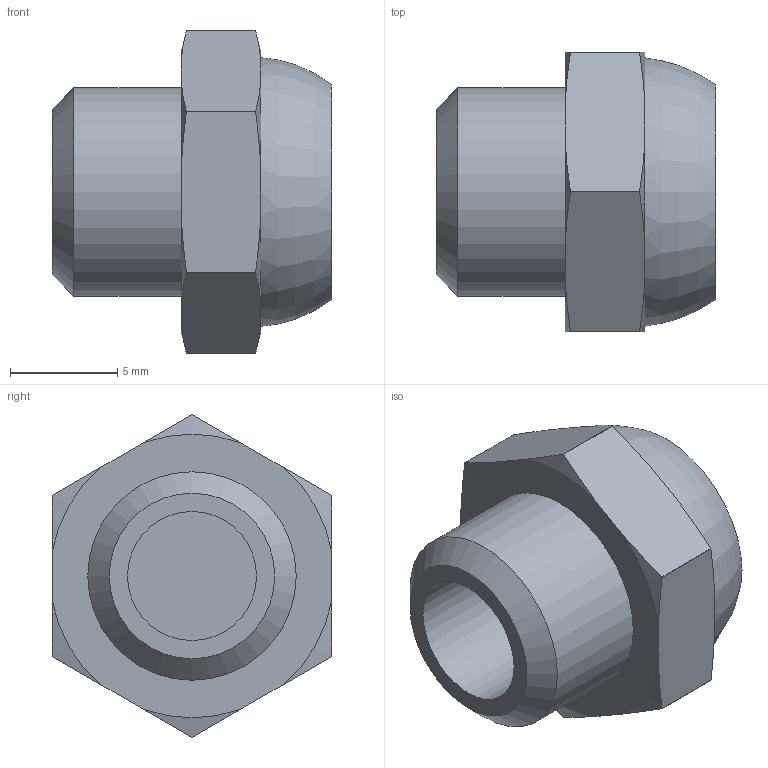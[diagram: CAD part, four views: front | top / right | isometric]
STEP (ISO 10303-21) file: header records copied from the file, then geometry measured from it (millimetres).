
FILE_DESCRIPTION (( 'STEP AP214' ), '1' );
FILE_NAME ('AZ-SEP2.STEP', '2018-10-10T07:38:46', ( '' ), ( '' ), 'SwSTEP 2.0', 'SolidWorks 2018', '' );
FILE_SCHEMA (( 'AUTOMOTIVE_DESIGN' ));
Length unit declared in the file: millimetre
Products named in the file (1): AZ-SEP2
Bounding box: 13 x 13 x 15 mm (x, y, z)
Volume: 942.9 mm3; surface area: 934.3 mm2
Topology: 1 solids, 1 shells, 35 faces, 87 edges, 58 vertices
Faces by surface type: cone 13, plane 12, cylinder 9, torus 1
Full cylindrical faces by diameter (mm): 6 x1, 9 x1, 9.7 x1
Entity records: 1089 total; most frequent: CARTESIAN_POINT 246, DIRECTION 162, ORIENTED_EDGE 162, EDGE_CURVE 81, AXIS2_PLACEMENT_3D 69, VERTEX_POINT 57, EDGE_LOOP 44, FACE_OUTER_BOUND 39
